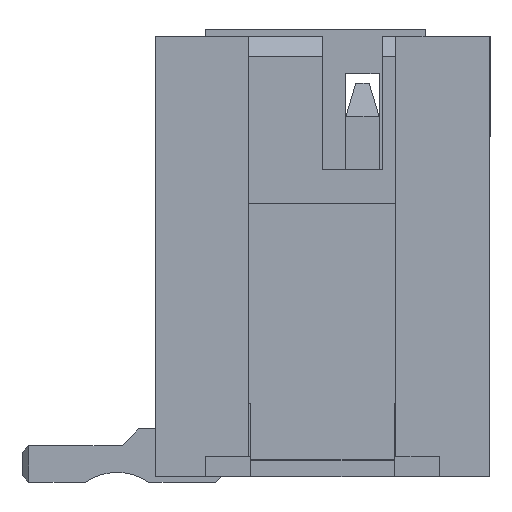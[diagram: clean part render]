
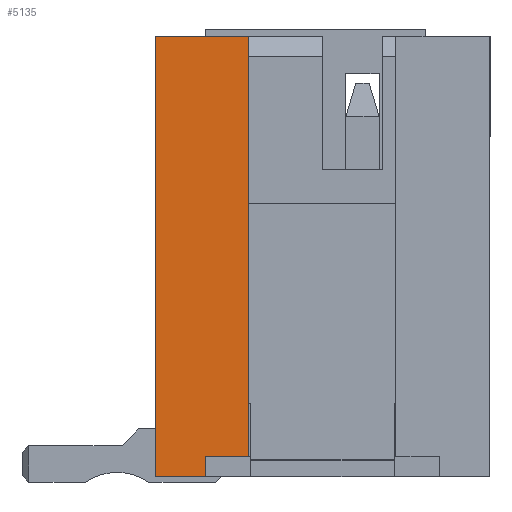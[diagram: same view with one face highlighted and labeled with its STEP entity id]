
A CAD part, left-side view. The second image highlights one B-rep face of the part: STEP entity #5135.
In plain terms, the highlighted planar face has unit normal (-1, 0, 0).
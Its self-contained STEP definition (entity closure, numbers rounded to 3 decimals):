
#508=ORIENTED_EDGE('',*,*,#1952,.F.);
#509=ORIENTED_EDGE('',*,*,#1953,.T.);
#510=ORIENTED_EDGE('',*,*,#1942,.T.);
#511=ORIENTED_EDGE('',*,*,#1954,.T.);
#512=ORIENTED_EDGE('',*,*,#1751,.T.);
#513=ORIENTED_EDGE('',*,*,#1920,.T.);
#1751=EDGE_CURVE('',#2487,#2486,#2996,.T.);
#1920=EDGE_CURVE('',#2486,#2618,#3165,.T.);
#1942=EDGE_CURVE('',#2640,#2639,#3187,.T.);
#1952=EDGE_CURVE('',#2645,#2618,#3197,.T.);
#1953=EDGE_CURVE('',#2645,#2640,#3198,.T.);
#1954=EDGE_CURVE('',#2639,#2487,#3199,.T.);
#2486=VERTEX_POINT('',#7283);
#2487=VERTEX_POINT('',#7285);
#2618=VERTEX_POINT('',#7611);
#2639=VERTEX_POINT('',#7657);
#2640=VERTEX_POINT('',#7659);
#2645=VERTEX_POINT('',#7676);
#2996=LINE('',#7284,#3741);
#3165=LINE('',#7612,#3910);
#3187=LINE('',#7658,#3932);
#3197=LINE('',#7675,#3942);
#3198=LINE('',#7677,#3943);
#3199=LINE('',#7678,#3944);
#3741=VECTOR('',#5857,1000.);
#3910=VECTOR('',#6080,1000.);
#3932=VECTOR('',#6108,1000.);
#3942=VECTOR('',#6122,1000.);
#3943=VECTOR('',#6123,1000.);
#3944=VECTOR('',#6124,1000.);
#4371=EDGE_LOOP('',(#508,#509,#510,#511,#512,#513));
#4632=FACE_BOUND('',#4371,.T.);
#4885=PLANE('',#5437);
#5135=ADVANCED_FACE('',(#4632),#4885,.T.);
#5437=AXIS2_PLACEMENT_3D('',#7674,#6120,#6121);
#5857=DIRECTION('',(0.,0.,-1.));
#6080=DIRECTION('',(0.,-1.,0.));
#6108=DIRECTION('',(0.,0.,1.));
#6120=DIRECTION('',(-1.,0.,0.));
#6121=DIRECTION('',(0.,0.,1.));
#6122=DIRECTION('',(0.,0.,-1.));
#6123=DIRECTION('',(0.,-1.,0.));
#6124=DIRECTION('',(0.,1.,0.));
#7283=CARTESIAN_POINT('',(-10.,2.5,-3.3));
#7284=CARTESIAN_POINT('',(-10.,2.5,3.3));
#7285=CARTESIAN_POINT('',(-10.,2.5,3.3));
#7611=CARTESIAN_POINT('',(-10.,1.75,-3.3));
#7612=CARTESIAN_POINT('',(-10.,2.5,-3.3));
#7657=CARTESIAN_POINT('',(-10.,1.1,3.3));
#7658=CARTESIAN_POINT('',(-10.,1.1,-2.2));
#7659=CARTESIAN_POINT('',(-10.,1.1,-3.));
#7674=CARTESIAN_POINT('',(-10.,0.,0.));
#7675=CARTESIAN_POINT('',(-10.,1.75,-3.));
#7676=CARTESIAN_POINT('',(-10.,1.75,-3.));
#7677=CARTESIAN_POINT('',(-10.,0.,-3.));
#7678=CARTESIAN_POINT('',(-10.,-2.5,3.3));
